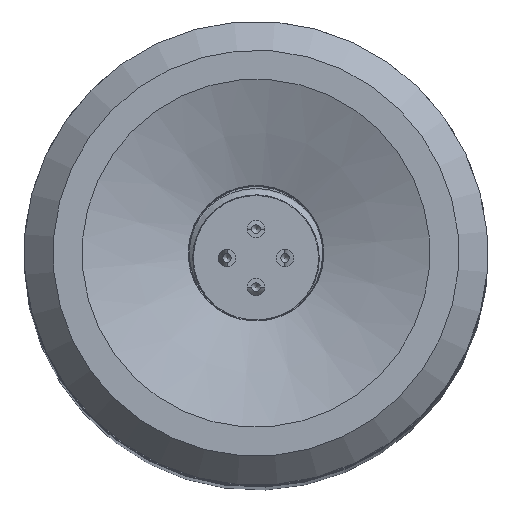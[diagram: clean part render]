
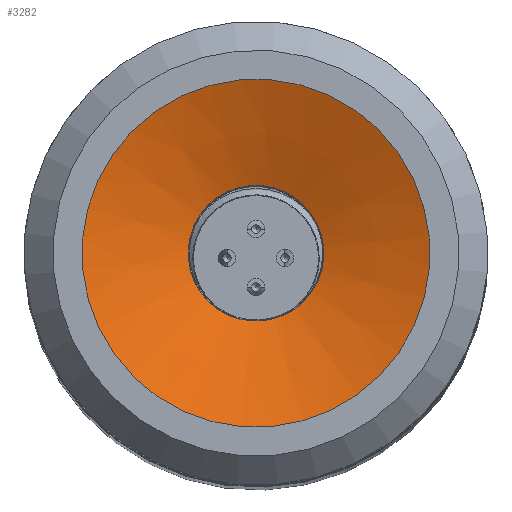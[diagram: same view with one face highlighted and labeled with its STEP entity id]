
A CAD part, top view. The second image highlights one B-rep face of the part: STEP entity #3282.
In plain terms, the highlighted conical face has half-angle 69.274 degrees and reference radius 10.375 mm.
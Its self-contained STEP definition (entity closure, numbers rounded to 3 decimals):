
#513=FACE_OUTER_BOUND('',#753,.T.);
#753=EDGE_LOOP('',(#2666,#2667,#2668,#2669));
#934=LINE('',#5619,#1069);
#1069=VECTOR('',#4601,10.375);
#1294=CIRCLE('',#3733,5.815);
#1296=CIRCLE('',#3736,15.);
#1581=VERTEX_POINT('',#5613);
#1582=VERTEX_POINT('',#5617);
#1969=EDGE_CURVE('',#1581,#1581,#1294,.T.);
#1971=EDGE_CURVE('',#1582,#1582,#1296,.T.);
#1972=EDGE_CURVE('',#1582,#1581,#934,.T.);
#2666=ORIENTED_EDGE('',*,*,#1971,.T.);
#2667=ORIENTED_EDGE('',*,*,#1972,.T.);
#2668=ORIENTED_EDGE('',*,*,#1969,.F.);
#2669=ORIENTED_EDGE('',*,*,#1972,.F.);
#3147=CONICAL_SURFACE('',#3735,10.375,1.209);
#3282=ADVANCED_FACE('',(#513),#3147,.F.);
#3733=AXIS2_PLACEMENT_3D('',#5614,#4593,#4594);
#3735=AXIS2_PLACEMENT_3D('',#5616,#4597,#4598);
#3736=AXIS2_PLACEMENT_3D('',#5618,#4599,#4600);
#4593=DIRECTION('center_axis',(0.,0.,1.));
#4594=DIRECTION('ref_axis',(-1.,0.,0.));
#4597=DIRECTION('center_axis',(0.,0.,1.));
#4598=DIRECTION('ref_axis',(-1.,0.,0.));
#4599=DIRECTION('center_axis',(0.,0.,1.));
#4600=DIRECTION('ref_axis',(-1.,0.,0.));
#4601=DIRECTION('',(-0.935,0.,-0.354));
#5613=CARTESIAN_POINT('',(5.815,0.,24.024));
#5614=CARTESIAN_POINT('Origin',(0.,0.,24.024));
#5616=CARTESIAN_POINT('Origin',(0.,0.,25.75));
#5617=CARTESIAN_POINT('',(15.,0.,27.5));
#5618=CARTESIAN_POINT('Origin',(0.,0.,27.5));
#5619=CARTESIAN_POINT('',(10.375,0.,25.75));
